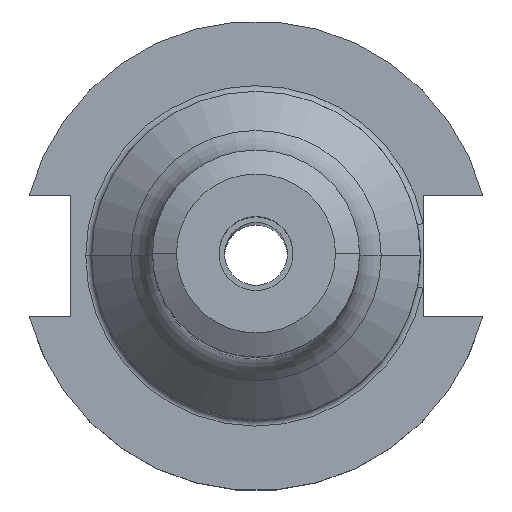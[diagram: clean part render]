
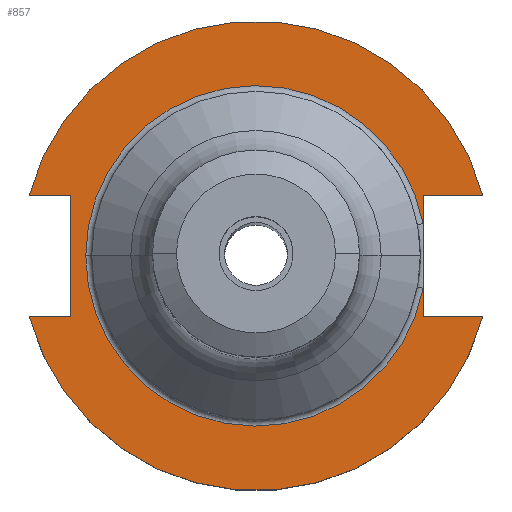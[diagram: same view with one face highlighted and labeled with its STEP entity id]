
A CAD part, top view. The second image highlights one B-rep face of the part: STEP entity #857.
In plain terms, the highlighted planar face has unit normal (0, 0, 1).
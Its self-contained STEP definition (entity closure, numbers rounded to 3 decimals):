
#8 = EDGE_CURVE ( 'NONE', #594, #893, #820, .T. ) ;
#70 = EDGE_CURVE ( 'NONE', #1698, #1092, #666, .T. ) ;
#73 = DIRECTION ( 'NONE',  ( 0., 1., 0. ) ) ;
#98 = LINE ( 'NONE', #1108, #897 ) ;
#144 = DIRECTION ( 'NONE',  ( 1., 0., 0. ) ) ;
#154 = DIRECTION ( 'NONE',  ( 1., 0., 0. ) ) ;
#272 = LINE ( 'NONE', #1823, #1136 ) ;
#293 = LINE ( 'NONE', #1677, #1111 ) ;
#301 = CARTESIAN_POINT ( 'NONE',  ( 0., 0., 19.05 ) ) ;
#345 = AXIS2_PLACEMENT_3D ( 'NONE', #1966, #799, #1182 ) ;
#360 = EDGE_CURVE ( 'NONE', #1874, #1853, #1949, .T. ) ;
#374 = FACE_OUTER_BOUND ( 'NONE', #1164, .T. ) ;
#391 = CARTESIAN_POINT ( 'NONE',  ( 0., 22.225, 19.05 ) ) ;
#392 = VECTOR ( 'NONE', #612, 1000. ) ;
#508 = EDGE_CURVE ( 'NONE', #1092, #1419, #1323, .T. ) ;
#529 = LINE ( 'NONE', #738, #1778 ) ;
#544 = AXIS2_PLACEMENT_3D ( 'NONE', #1551, #734, #907 ) ;
#582 = ORIENTED_EDGE ( 'NONE', *, *, #70, .T. ) ;
#587 = VERTEX_POINT ( 'NONE', #1514 ) ;
#594 = VERTEX_POINT ( 'NONE', #2056 ) ;
#608 = CARTESIAN_POINT ( 'NONE',  ( -25.091, 8.191, 19.05 ) ) ;
#612 = DIRECTION ( 'NONE',  ( 0., -1., 0. ) ) ;
#626 = DIRECTION ( 'NONE',  ( 0., 1., 0. ) ) ;
#640 = VECTOR ( 'NONE', #1734, 1000. ) ;
#644 = AXIS2_PLACEMENT_3D ( 'NONE', #301, #1588, #144 ) ;
#648 = ORIENTED_EDGE ( 'NONE', *, *, #1634, .T. ) ;
#666 = CIRCLE ( 'NONE', #544, 23.025 ) ;
#734 = DIRECTION ( 'NONE',  ( 0., 0., -1. ) ) ;
#738 = CARTESIAN_POINT ( 'NONE',  ( 22.606, 22.225, 19.05 ) ) ;
#742 = ORIENTED_EDGE ( 'NONE', *, *, #1632, .F. ) ;
#761 = EDGE_CURVE ( 'NONE', #1046, #895, #529, .T. ) ;
#799 = DIRECTION ( 'NONE',  ( 0., 0., -1. ) ) ;
#820 = LINE ( 'NONE', #608, #392 ) ;
#842 = DIRECTION ( 'NONE',  ( 1., 0., 0. ) ) ;
#857 = ADVANCED_FACE ( 'NONE', ( #374 ), #1814, .F. ) ;
#888 = VECTOR ( 'NONE', #626, 1000. ) ;
#893 = VERTEX_POINT ( 'NONE', #1171 ) ;
#895 = VERTEX_POINT ( 'NONE', #1969 ) ;
#897 = VECTOR ( 'NONE', #1748, 1000. ) ;
#907 = DIRECTION ( 'NONE',  ( -1., 0., 0. ) ) ;
#980 = CIRCLE ( 'NONE', #644, 31.75 ) ;
#996 = ORIENTED_EDGE ( 'NONE', *, *, #8, .T. ) ;
#1046 = VERTEX_POINT ( 'NONE', #1481 ) ;
#1085 = LINE ( 'NONE', #1571, #640 ) ;
#1089 = ORIENTED_EDGE ( 'NONE', *, *, #761, .T. ) ;
#1092 = VERTEX_POINT ( 'NONE', #1693 ) ;
#1108 = CARTESIAN_POINT ( 'NONE',  ( 0., 8.191, 19.05 ) ) ;
#1111 = VECTOR ( 'NONE', #154, 1000. ) ;
#1116 = ORIENTED_EDGE ( 'NONE', *, *, #1201, .T. ) ;
#1132 = EDGE_CURVE ( 'NONE', #1853, #594, #1085, .T. ) ;
#1134 = CARTESIAN_POINT ( 'NONE',  ( -23.025, 0., 19.05 ) ) ;
#1136 = VECTOR ( 'NONE', #842, 1000. ) ;
#1142 = ORIENTED_EDGE ( 'NONE', *, *, #1861, .F. ) ;
#1164 = EDGE_LOOP ( 'NONE', ( #1089, #648, #582, #1559, #1491, #1549, #2035, #996, #1142, #1116, #742 ) ) ;
#1171 = CARTESIAN_POINT ( 'NONE',  ( -25.091, -8.191, 19.05 ) ) ;
#1182 = DIRECTION ( 'NONE',  ( -1., 0., 0. ) ) ;
#1201 = EDGE_CURVE ( 'NONE', #587, #1850, #980, .T. ) ;
#1229 = CARTESIAN_POINT ( 'NONE',  ( -30.675, 8.191, 19.05 ) ) ;
#1245 = CARTESIAN_POINT ( 'NONE',  ( 22.606, 22.225, 19.05 ) ) ;
#1299 = DIRECTION ( 'NONE',  ( -1., 0., 0. ) ) ;
#1300 = AXIS2_PLACEMENT_3D ( 'NONE', #391, #1800, #1299 ) ;
#1323 = LINE ( 'NONE', #1245, #888 ) ;
#1419 = VERTEX_POINT ( 'NONE', #1504 ) ;
#1438 = CARTESIAN_POINT ( 'NONE',  ( 0., 0., 19.05 ) ) ;
#1481 = CARTESIAN_POINT ( 'NONE',  ( 22.606, -8.191, 19.05 ) ) ;
#1491 = ORIENTED_EDGE ( 'NONE', *, *, #1714, .F. ) ;
#1504 = CARTESIAN_POINT ( 'NONE',  ( 22.606, 8.191, 19.05 ) ) ;
#1514 = CARTESIAN_POINT ( 'NONE',  ( -30.675, -8.191, 19.05 ) ) ;
#1531 = CARTESIAN_POINT ( 'NONE',  ( 30.675, 8.191, 19.05 ) ) ;
#1536 = CIRCLE ( 'NONE', #345, 23.025 ) ;
#1549 = ORIENTED_EDGE ( 'NONE', *, *, #360, .T. ) ;
#1551 = CARTESIAN_POINT ( 'NONE',  ( 0., 0., 19.05 ) ) ;
#1559 = ORIENTED_EDGE ( 'NONE', *, *, #508, .T. ) ;
#1571 = CARTESIAN_POINT ( 'NONE',  ( -61.091, 8.191, 19.05 ) ) ;
#1573 = CARTESIAN_POINT ( 'NONE',  ( 30.675, -8.191, 19.05 ) ) ;
#1588 = DIRECTION ( 'NONE',  ( 0., 0., 1. ) ) ;
#1632 = EDGE_CURVE ( 'NONE', #1046, #1850, #293, .T. ) ;
#1633 = DIRECTION ( 'NONE',  ( 1., 0., 0. ) ) ;
#1634 = EDGE_CURVE ( 'NONE', #895, #1698, #1536, .T. ) ;
#1676 = AXIS2_PLACEMENT_3D ( 'NONE', #1438, #1684, #1633 ) ;
#1677 = CARTESIAN_POINT ( 'NONE',  ( 0., -8.191, 19.05 ) ) ;
#1684 = DIRECTION ( 'NONE',  ( 0., 0., 1. ) ) ;
#1693 = CARTESIAN_POINT ( 'NONE',  ( 22.606, 4.373, 19.05 ) ) ;
#1698 = VERTEX_POINT ( 'NONE', #1134 ) ;
#1714 = EDGE_CURVE ( 'NONE', #1874, #1419, #98, .T. ) ;
#1734 = DIRECTION ( 'NONE',  ( 1., 0., 0. ) ) ;
#1748 = DIRECTION ( 'NONE',  ( -1., 0., 0. ) ) ;
#1778 = VECTOR ( 'NONE', #73, 1000. ) ;
#1800 = DIRECTION ( 'NONE',  ( 0., 0., -1. ) ) ;
#1814 = PLANE ( 'NONE',  #1300 ) ;
#1823 = CARTESIAN_POINT ( 'NONE',  ( -61.091, -8.191, 19.05 ) ) ;
#1850 = VERTEX_POINT ( 'NONE', #1573 ) ;
#1853 = VERTEX_POINT ( 'NONE', #1229 ) ;
#1861 = EDGE_CURVE ( 'NONE', #587, #893, #272, .T. ) ;
#1874 = VERTEX_POINT ( 'NONE', #1531 ) ;
#1949 = CIRCLE ( 'NONE', #1676, 31.75 ) ;
#1966 = CARTESIAN_POINT ( 'NONE',  ( 0., 0., 19.05 ) ) ;
#1969 = CARTESIAN_POINT ( 'NONE',  ( 22.606, -4.373, 19.05 ) ) ;
#2035 = ORIENTED_EDGE ( 'NONE', *, *, #1132, .T. ) ;
#2056 = CARTESIAN_POINT ( 'NONE',  ( -25.091, 8.191, 19.05 ) ) ;
